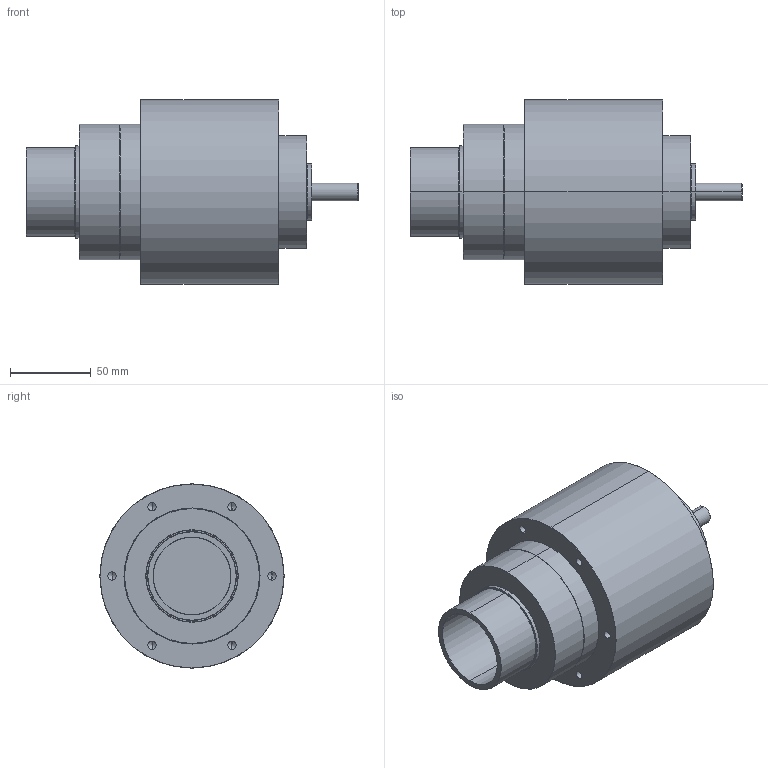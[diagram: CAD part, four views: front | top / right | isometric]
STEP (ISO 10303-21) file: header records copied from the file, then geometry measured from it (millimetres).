
FILE_DESCRIPTION (( 'STEP AP203' ), '1' );
FILE_NAME ('HDD 25.step', '2011-02-25T00:05:58', ( '' ), ( '' ), 'SwSTEP 2.0', 'SolidWorks 2010', '' );
FILE_SCHEMA (( 'CONFIG_CONTROL_DESIGN' ));
Length unit declared in the file: inch
Products named in the file (1): HDD 25
Bounding box: 205.99 x 114.3 x 114.3 mm (x, y, z)
Volume: 1128441.7 mm3; surface area: 83549 mm2
Topology: 1 solids, 1 shells, 98 faces, 217 edges, 119 vertices
Faces by surface type: cylinder 37, torus 28, cone 21, plane 12
Entity records: 2682 total; most frequent: DIRECTION 525, CARTESIAN_POINT 440, ORIENTED_EDGE 398, AXIS2_PLACEMENT_3D 230, EDGE_CURVE 199, CIRCLE 131, VERTEX_POINT 119, EDGE_LOOP 114
